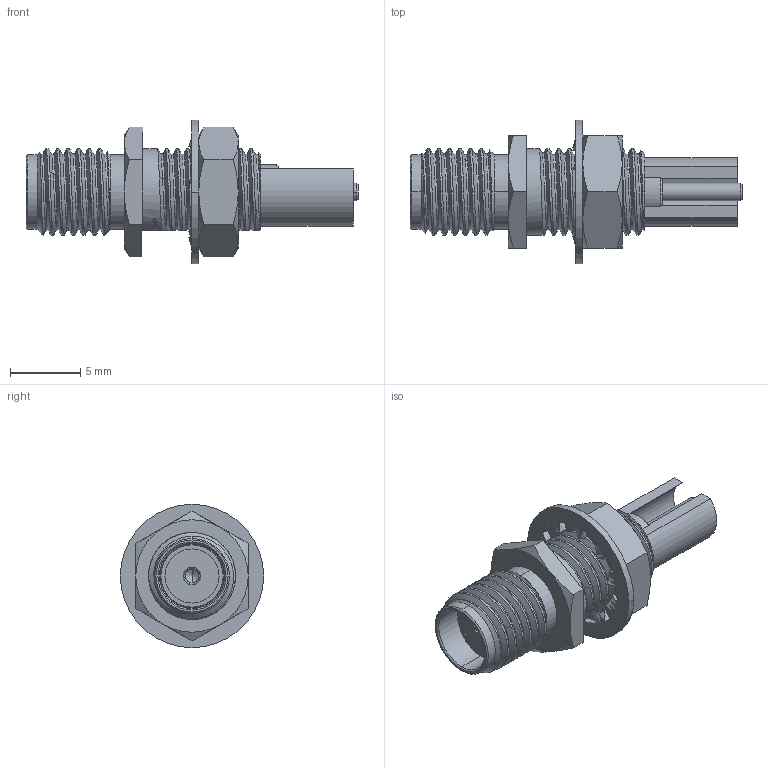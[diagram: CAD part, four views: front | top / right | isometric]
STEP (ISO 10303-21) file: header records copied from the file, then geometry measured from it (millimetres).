
FILE_DESCRIPTION((''),'2;1');
FILE_NAME('132270_SW0001','2020-05-27T15:22:16',('karthik'),(''),'CREO PARAMETRIC BY PTC INC, 2019444','CREO PARAMETRIC BY PTC INC, 2019444','');
FILE_SCHEMA(('CONFIG_CONTROL_DESIGN'));
Length unit declared in the file: millimetre
Products named in the file (1): 132270_SW0001
Bounding box: 23.63 x 10.2 x 10.2 mm (x, y, z)
Volume: 586.1 mm3; surface area: 990.4 mm2
Topology: 1 solids, 1 shells, 244 faces, 671 edges, 427 vertices
Faces by surface type: bspline 90, cylinder 63, plane 48, cone 43
Entity records: 19090 total; most frequent: CARTESIAN_POINT 13540, ORIENTED_EDGE 1338, DIRECTION 845, EDGE_CURVE 669, VERTEX_POINT 427, AXIS2_PLACEMENT_3D 285, VECTOR 275, LINE 275
